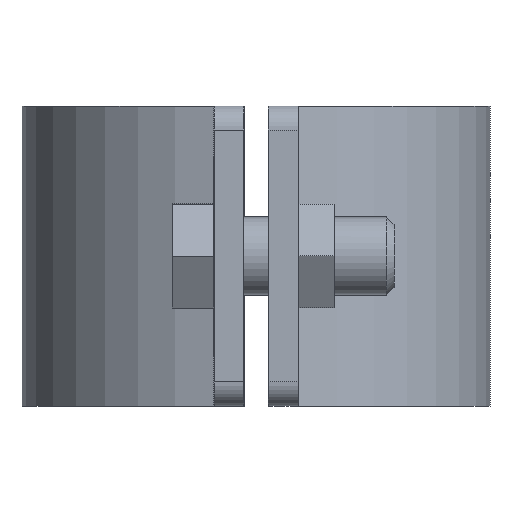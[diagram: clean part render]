
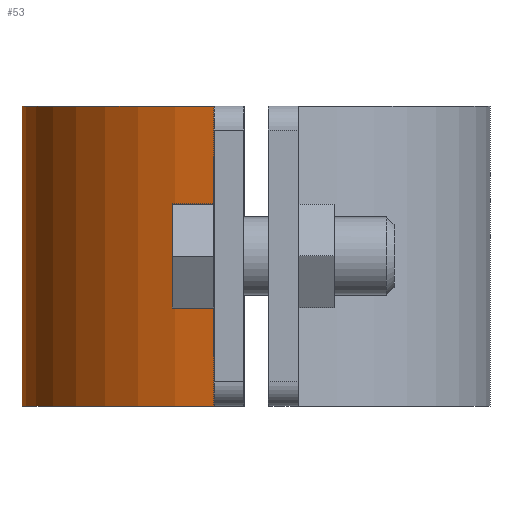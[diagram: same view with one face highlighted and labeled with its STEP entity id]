
A CAD part, left-side view. The second image highlights one B-rep face of the part: STEP entity #53.
In plain terms, the highlighted cylindrical face has radius 19.5 mm (diameter 39 mm), a partial arc.
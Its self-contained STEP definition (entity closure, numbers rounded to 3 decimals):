
#28 = EDGE_CURVE ( 'NONE', #2388, #173, #1953, .T. ) ;
#53 = ADVANCED_FACE ( 'NONE', ( #1160 ), #947, .T. ) ;
#106 = CARTESIAN_POINT ( 'NONE',  ( 0., 0., -12.5 ) ) ;
#173 = VERTEX_POINT ( 'NONE', #2270 ) ;
#711 = DIRECTION ( 'NONE',  ( 0., 0., 1. ) ) ;
#772 = CARTESIAN_POINT ( 'NONE',  ( -19.183, 3.5, 12.5 ) ) ;
#776 = CARTESIAN_POINT ( 'NONE',  ( 19.183, 3.5, 12.5 ) ) ;
#947 = CYLINDRICAL_SURFACE ( 'NONE', #2502, 19.5 ) ;
#969 = DIRECTION ( 'NONE',  ( 0., 0., -1. ) ) ;
#996 = DIRECTION ( 'NONE',  ( -1., 0., 0. ) ) ;
#1013 = EDGE_LOOP ( 'NONE', ( #1760, #2207, #2193, #1505 ) ) ;
#1058 = CIRCLE ( 'NONE', #1473, 19.5 ) ;
#1067 = EDGE_CURVE ( 'NONE', #2191, #2388, #1058, .T. ) ;
#1115 = DIRECTION ( 'NONE',  ( 1., 0., 0. ) ) ;
#1126 = CARTESIAN_POINT ( 'NONE',  ( 19.183, 3.5, -12.5 ) ) ;
#1160 = FACE_OUTER_BOUND ( 'NONE', #1013, .T. ) ;
#1349 = AXIS2_PLACEMENT_3D ( 'NONE', #106, #711, #1115 ) ;
#1392 = DIRECTION ( 'NONE',  ( 0., 0., 1. ) ) ;
#1461 = VECTOR ( 'NONE', #2604, 1000. ) ;
#1473 = AXIS2_PLACEMENT_3D ( 'NONE', #2566, #1392, #2226 ) ;
#1492 = EDGE_CURVE ( 'NONE', #1525, #173, #2391, .T. ) ;
#1505 = ORIENTED_EDGE ( 'NONE', *, *, #1929, .T. ) ;
#1525 = VERTEX_POINT ( 'NONE', #1126 ) ;
#1539 = CARTESIAN_POINT ( 'NONE',  ( 0., 0., 12.5 ) ) ;
#1760 = ORIENTED_EDGE ( 'NONE', *, *, #1492, .T. ) ;
#1762 = DIRECTION ( 'NONE',  ( 0., 0., -1. ) ) ;
#1929 = EDGE_CURVE ( 'NONE', #2191, #1525, #2378, .T. ) ;
#1953 = LINE ( 'NONE', #772, #1461 ) ;
#2116 = VECTOR ( 'NONE', #969, 1000. ) ;
#2191 = VERTEX_POINT ( 'NONE', #2537 ) ;
#2193 = ORIENTED_EDGE ( 'NONE', *, *, #1067, .F. ) ;
#2207 = ORIENTED_EDGE ( 'NONE', *, *, #28, .F. ) ;
#2226 = DIRECTION ( 'NONE',  ( 1., 0., 0. ) ) ;
#2270 = CARTESIAN_POINT ( 'NONE',  ( -19.183, 3.5, -12.5 ) ) ;
#2378 = LINE ( 'NONE', #776, #2116 ) ;
#2388 = VERTEX_POINT ( 'NONE', #2588 ) ;
#2391 = CIRCLE ( 'NONE', #1349, 19.5 ) ;
#2502 = AXIS2_PLACEMENT_3D ( 'NONE', #1539, #1762, #996 ) ;
#2537 = CARTESIAN_POINT ( 'NONE',  ( 19.183, 3.5, 12.5 ) ) ;
#2566 = CARTESIAN_POINT ( 'NONE',  ( 0., 0., 12.5 ) ) ;
#2588 = CARTESIAN_POINT ( 'NONE',  ( -19.183, 3.5, 12.5 ) ) ;
#2604 = DIRECTION ( 'NONE',  ( 0., 0., -1. ) ) ;
